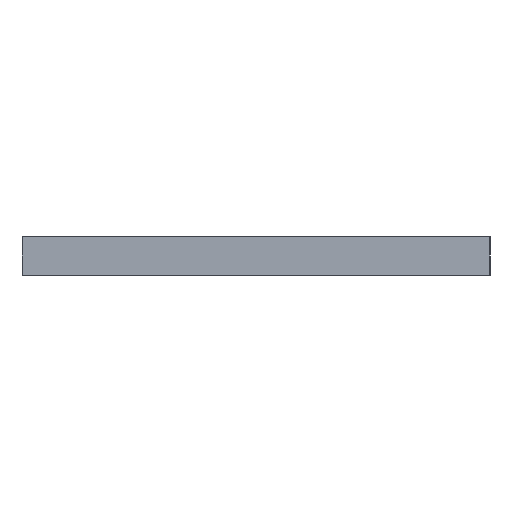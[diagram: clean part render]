
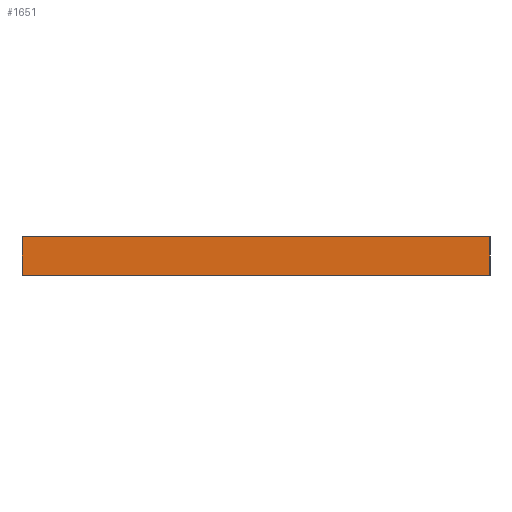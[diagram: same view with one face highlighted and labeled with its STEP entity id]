
A CAD part, left-side view. The second image highlights one B-rep face of the part: STEP entity #1651.
In plain terms, the highlighted planar face has unit normal (-1, 0, 0).
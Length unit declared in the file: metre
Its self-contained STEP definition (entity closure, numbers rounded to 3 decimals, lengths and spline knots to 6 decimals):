
#52=LINE('',#2326,#216);
#96=LINE('',#2485,#260);
#208=LINE('',#2767,#372);
#209=LINE('',#2769,#373);
#216=VECTOR('',#1849,1.);
#260=VECTOR('',#1965,1.);
#372=VECTOR('',#2271,1.);
#373=VECTOR('',#2274,1.);
#788=ORIENTED_EDGE('',*,*,#934,.T.);
#789=ORIENTED_EDGE('',*,*,#1081,.F.);
#790=ORIENTED_EDGE('',*,*,#855,.F.);
#791=ORIENTED_EDGE('',*,*,#1080,.T.);
#855=EDGE_CURVE('',#1091,#1092,#52,.T.);
#934=EDGE_CURVE('',#1171,#1170,#96,.T.);
#1080=EDGE_CURVE('',#1091,#1171,#208,.T.);
#1081=EDGE_CURVE('',#1092,#1170,#209,.T.);
#1091=VERTEX_POINT('',#2325);
#1092=VERTEX_POINT('',#2327);
#1170=VERTEX_POINT('',#2484);
#1171=VERTEX_POINT('',#2486);
#1407=EDGE_LOOP('',(#788,#789,#790,#791));
#1519=FACE_BOUND('',#1407,.T.);
#1573=PLANE('',#1818);
#1651=ADVANCED_FACE('',(#1519),#1573,.F.);
#1818=AXIS2_PLACEMENT_3D('',#2768,#2272,#2273);
#1849=DIRECTION('',(0.,-1.,0.));
#1965=DIRECTION('',(0.,-1.,0.));
#2271=DIRECTION('',(0.,0.,-1.));
#2272=DIRECTION('',(1.,0.,0.));
#2273=DIRECTION('',(0.,0.,-1.));
#2274=DIRECTION('',(0.,0.,-1.));
#2325=CARTESIAN_POINT('',(-0.054729,0.03001,0.005));
#2326=CARTESIAN_POINT('',(-0.054729,-0.000731,0.005));
#2327=CARTESIAN_POINT('',(-0.054729,-0.031472,0.005));
#2484=CARTESIAN_POINT('',(-0.054729,-0.031472,0.));
#2485=CARTESIAN_POINT('',(-0.054729,-0.000731,0.));
#2486=CARTESIAN_POINT('',(-0.054729,0.03001,0.));
#2767=CARTESIAN_POINT('',(-0.054729,0.03001,0.005));
#2768=CARTESIAN_POINT('',(-0.054729,-0.000731,0.005));
#2769=CARTESIAN_POINT('',(-0.054729,-0.031472,0.005));
